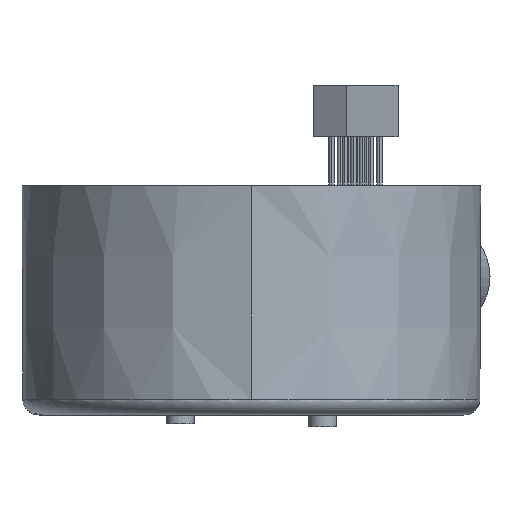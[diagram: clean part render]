
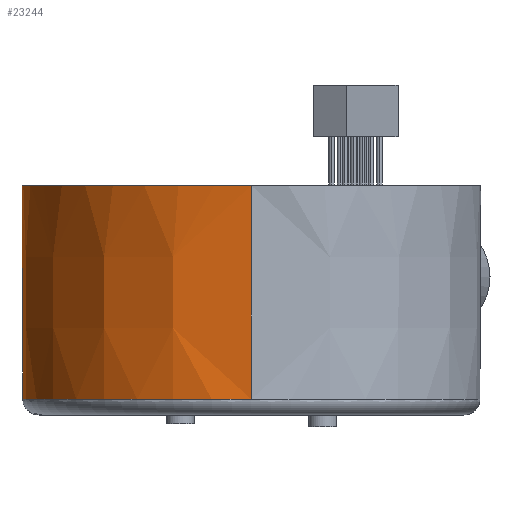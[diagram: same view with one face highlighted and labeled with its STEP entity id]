
A CAD part, front view. The second image highlights one B-rep face of the part: STEP entity #23244.
In plain terms, the highlighted conical face has half-angle 0.247 degrees and reference radius 28.942 mm.
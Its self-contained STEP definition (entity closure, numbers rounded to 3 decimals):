
#5282=CARTESIAN_POINT('',(0.,0.,-27.009));
#5283=DIRECTION('',(0.,0.,1.));
#5284=DIRECTION('',(-1.,0.,0.));
#5285=AXIS2_PLACEMENT_3D('',#5282,#5283,#5284);
#5313=CARTESIAN_POINT('',(0.,0.,-27.009));
#5314=DIRECTION('',(0.,0.,1.));
#5315=DIRECTION('',(0.,1.,0.));
#5316=AXIS2_PLACEMENT_3D('',#5313,#5314,#5315);
#5323=CARTESIAN_POINT('',(-26.909,10.542,-23.));
#5324=CARTESIAN_POINT('',(-27.173,9.869,-23.));
#5325=CARTESIAN_POINT('',(-27.683,8.419,
-22.896));
#5326=CARTESIAN_POINT('',(-28.326,5.952,
-22.479));
#5327=CARTESIAN_POINT('',(-28.781,3.18,
-21.843));
#5328=CARTESIAN_POINT('',(-28.908,1.096,
-21.297));
#5329=CARTESIAN_POINT('',(-28.909,0.,
-21.009));
#5331=DIRECTION('',(-0.004,0.,1.));
#5332=VECTOR('',#5331,19.);
#5333=CARTESIAN_POINT('',(-28.909,0.,
-21.009));
#5334=LINE('',#5333,#5332);
#5335=DIRECTION('',(0.,0.004,-1.));
#5336=VECTOR('',#5335,27.009);
#5337=CARTESIAN_POINT('',(0.,-29.,0.));
#5338=LINE('',#5337,#5336);
#5339=DIRECTION('',(0.,0.004,1.));
#5340=VECTOR('',#5339,4.009);
#5341=CARTESIAN_POINT('',(0.,28.884,
-27.009));
#5342=LINE('',#5341,#5340);
#5347=CARTESIAN_POINT('',(0.,0.,-23.));
#5348=DIRECTION('',(0.,0.,1.));
#5349=DIRECTION('',(0.,1.,0.));
#5350=AXIS2_PLACEMENT_3D('',#5347,#5348,#5349);
#5494=CARTESIAN_POINT('',(0.,0.,0.));
#5495=DIRECTION('',(0.,0.,1.));
#5496=DIRECTION('',(-0.931,0.366,0.));
#5497=AXIS2_PLACEMENT_3D('',#5494,#5495,#5496);
#5532=CARTESIAN_POINT('',(-28.991,0.,
-2.009));
#5533=CARTESIAN_POINT('',(-28.993,1.107,
-1.718));
#5534=CARTESIAN_POINT('',(-28.868,3.209,
-1.167));
#5535=CARTESIAN_POINT('',(-28.412,6.,
-0.525));
#5536=CARTESIAN_POINT('',(-27.769,8.477,
-0.105));
#5537=CARTESIAN_POINT('',(-27.256,9.931,
0.));
#5538=CARTESIAN_POINT('',(-26.991,10.605,
0.));
#14774=CARTESIAN_POINT('',(0.,28.901,-23.));
#14775=VERTEX_POINT('',#14774);
#14776=CARTESIAN_POINT('',(0.,28.884,
-27.009));
#14777=VERTEX_POINT('',#14776);
#14778=CARTESIAN_POINT('',(0.,-28.884,-27.009));
#14779=VERTEX_POINT('',#14778);
#14780=CARTESIAN_POINT('',(0.,-29.,0.));
#14781=VERTEX_POINT('',#14780);
#14805=CARTESIAN_POINT('',(-26.991,10.605,
0.));
#14806=VERTEX_POINT('',#14805);
#14866=VERTEX_POINT('',#5532);
#14867=CARTESIAN_POINT('',(-26.909,10.542,-23.));
#14868=VERTEX_POINT('',#14867);
#14869=VERTEX_POINT('',#5329);
#14870=CARTESIAN_POINT('',(-28.884,0.,
-27.009));
#14871=VERTEX_POINT('',#14870);
#23221=CARTESIAN_POINT('',(0.,0.,-13.504));
#23222=DIRECTION('',(0.,0.,1.));
#23223=DIRECTION('',(0.,-1.,0.));
#23224=AXIS2_PLACEMENT_3D('',#23221,#23222,#23223);
#23225=CONICAL_SURFACE('',#23224,28.942,0.247);
#23227=ORIENTED_EDGE('',*,*,#23226,.T.);
#23229=ORIENTED_EDGE('',*,*,#23228,.T.);
#23231=ORIENTED_EDGE('',*,*,#23230,.T.);
#23233=ORIENTED_EDGE('',*,*,#23232,.T.);
#23235=ORIENTED_EDGE('',*,*,#23234,.T.);
#23237=ORIENTED_EDGE('',*,*,#23236,.T.);
#23238=ORIENTED_EDGE('',*,*,#23166,.F.);
#23239=ORIENTED_EDGE('',*,*,#23214,.F.);
#23241=ORIENTED_EDGE('',*,*,#23240,.T.);
#23242=EDGE_LOOP('',(#23227,#23229,#23231,#23233,#23235,#23237,#23238,#23239,
#23241));
#23243=FACE_OUTER_BOUND('',#23242,.F.);
#5286=CIRCLE('',#5285,28.884);
#5317=CIRCLE('',#5316,28.884);
#5330=B_SPLINE_CURVE_WITH_KNOTS('',3,(#5323,#5324,#5325,#5326,#5327,#5328,
#5329),.UNSPECIFIED.,.F.,.F.,(4,1,1,1,4),(0.,0.25,0.5,0.75,1.),
.UNSPECIFIED.);
#5351=CIRCLE('',#5350,28.901);
#5498=CIRCLE('',#5497,29.);
#5539=B_SPLINE_CURVE_WITH_KNOTS('',3,(#5532,#5533,#5534,#5535,#5536,#5537,
#5538),.UNSPECIFIED.,.F.,.F.,(4,1,1,1,4),(0.,0.25,0.5,0.75,1.),
.UNSPECIFIED.);
#23166=EDGE_CURVE('',#14871,#14779,#5286,.T.);
#23214=EDGE_CURVE('',#14777,#14871,#5317,.T.);
#23226=EDGE_CURVE('',#14775,#14868,#5351,.T.);
#23228=EDGE_CURVE('',#14868,#14869,#5330,.T.);
#23230=EDGE_CURVE('',#14869,#14866,#5334,.T.);
#23232=EDGE_CURVE('',#14866,#14806,#5539,.T.);
#23234=EDGE_CURVE('',#14806,#14781,#5498,.T.);
#23236=EDGE_CURVE('',#14781,#14779,#5338,.T.);
#23240=EDGE_CURVE('',#14777,#14775,#5342,.T.);
#23244=ADVANCED_FACE('',(#23243),#23225,.T.);
